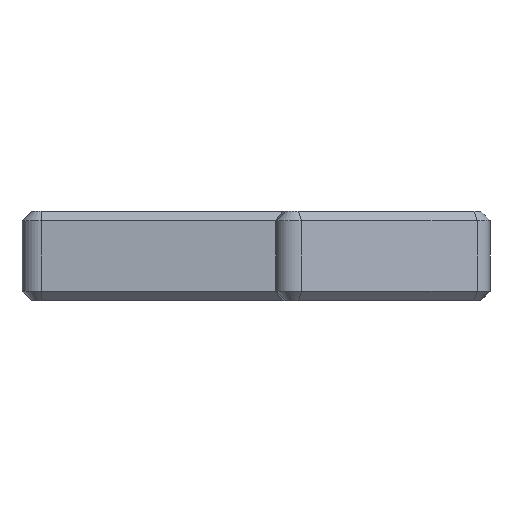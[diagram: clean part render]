
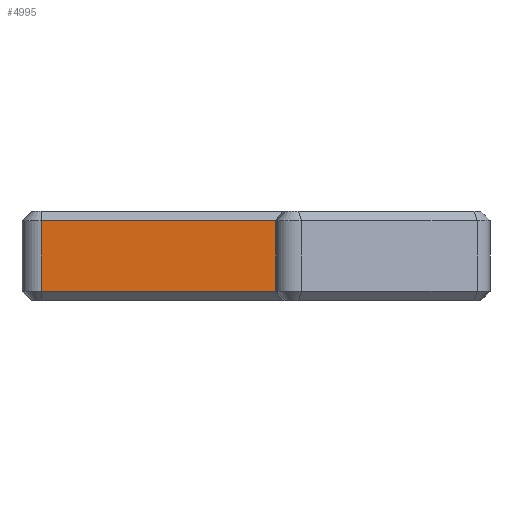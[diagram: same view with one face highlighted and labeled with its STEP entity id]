
A CAD part, left-side view. The second image highlights one B-rep face of the part: STEP entity #4995.
In plain terms, the highlighted planar face has unit normal (-1, 0.001, 0).
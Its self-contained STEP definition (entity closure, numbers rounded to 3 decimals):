
#395=FACE_OUTER_BOUND('',#671,.T.);
#671=EDGE_LOOP('',(#4060,#4061,#4062,#4063));
#958=LINE('',#7434,#1529);
#1120=LINE('',#7946,#1691);
#1166=LINE('',#8121,#1737);
#1167=LINE('',#8123,#1738);
#1529=VECTOR('',#5858,10.);
#1691=VECTOR('',#6302,10.);
#1737=VECTOR('',#6430,10.);
#1738=VECTOR('',#6433,10.);
#2115=VERTEX_POINT('',#7393);
#2124=VERTEX_POINT('',#7427);
#2246=VERTEX_POINT('',#7944);
#2247=VERTEX_POINT('',#7945);
#2635=EDGE_CURVE('',#2124,#2115,#958,.T.);
#2857=EDGE_CURVE('',#2246,#2247,#1120,.T.);
#2925=EDGE_CURVE('',#2247,#2124,#1166,.T.);
#2926=EDGE_CURVE('',#2246,#2115,#1167,.T.);
#4060=ORIENTED_EDGE('',*,*,#2635,.F.);
#4061=ORIENTED_EDGE('',*,*,#2925,.F.);
#4062=ORIENTED_EDGE('',*,*,#2857,.F.);
#4063=ORIENTED_EDGE('',*,*,#2926,.T.);
#4725=PLANE('',#5395);
#4995=ADVANCED_FACE('',(#395),#4725,.T.);
#5395=AXIS2_PLACEMENT_3D('',#8122,#6431,#6432);
#5858=DIRECTION('',(-0.001,-1.,0.));
#6302=DIRECTION('',(0.001,1.,0.));
#6430=DIRECTION('',(0.,0.,1.));
#6431=DIRECTION('center_axis',(-1.,0.001,
0.));
#6432=DIRECTION('ref_axis',(-0.001,-1.,0.));
#6433=DIRECTION('',(0.,0.,1.));
#7393=CARTESIAN_POINT('',(201.652,-208.508,5.));
#7427=CARTESIAN_POINT('',(201.691,-158.752,5.));
#7434=CARTESIAN_POINT('',(201.673,-181.529,5.));
#7944=CARTESIAN_POINT('',(201.652,-208.508,-10.));
#7945=CARTESIAN_POINT('',(201.691,-158.752,-10.));
#7946=CARTESIAN_POINT('',(201.673,-181.529,-10.));
#8121=CARTESIAN_POINT('',(201.691,-158.752,-10.));
#8122=CARTESIAN_POINT('Origin',(201.691,-158.752,-10.));
#8123=CARTESIAN_POINT('',(201.652,-208.508,-10.));
